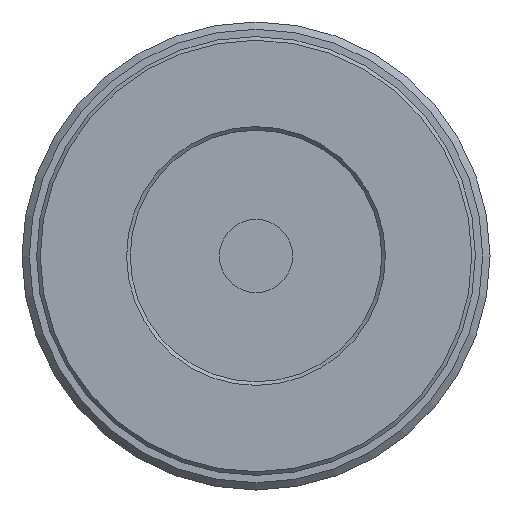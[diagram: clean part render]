
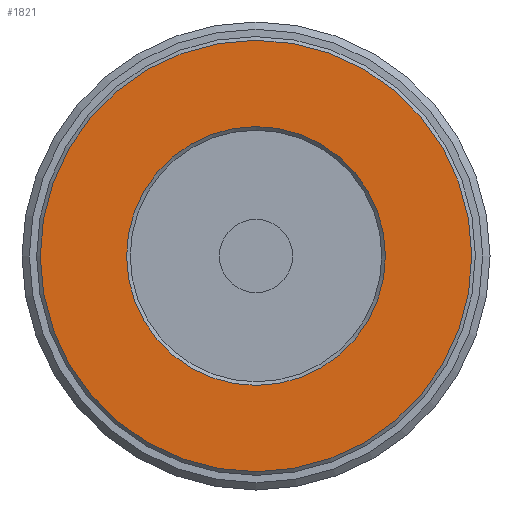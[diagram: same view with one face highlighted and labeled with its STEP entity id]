
A CAD part, front view. The second image highlights one B-rep face of the part: STEP entity #1821.
In plain terms, the highlighted planar face has unit normal (0, -1, 0).
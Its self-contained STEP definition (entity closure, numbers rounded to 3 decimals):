
#75=FACE_BOUND('',#357,.T.);
#101=PLANE('',#2077);
#230=FACE_OUTER_BOUND('',#356,.T.);
#356=EDGE_LOOP('',(#1469));
#357=EDGE_LOOP('',(#1470));
#798=CIRCLE('',#2040,14.75);
#803=CIRCLE('',#2047,8.85);
#894=VERTEX_POINT('',#2910);
#899=VERTEX_POINT('',#2924);
#1085=EDGE_CURVE('',#894,#894,#798,.T.);
#1092=EDGE_CURVE('',#899,#899,#803,.T.);
#1469=ORIENTED_EDGE('',*,*,#1085,.T.);
#1470=ORIENTED_EDGE('',*,*,#1092,.T.);
#1821=ADVANCED_FACE('',(#230,#75),#101,.F.);
#2040=AXIS2_PLACEMENT_3D('',#2912,#2360,#2361);
#2047=AXIS2_PLACEMENT_3D('',#2926,#2376,#2377);
#2077=AXIS2_PLACEMENT_3D('',#2982,#2446,#2447);
#2360=DIRECTION('center_axis',(0.,-1.,0.));
#2361=DIRECTION('ref_axis',(-1.,0.,0.));
#2376=DIRECTION('center_axis',(0.,1.,0.));
#2377=DIRECTION('ref_axis',(-1.,0.,0.));
#2446=DIRECTION('center_axis',(0.,1.,0.));
#2447=DIRECTION('ref_axis',(-1.,0.,0.));
#2910=CARTESIAN_POINT('',(14.75,0.,0.));
#2912=CARTESIAN_POINT('Origin',(0.,0.,
0.));
#2924=CARTESIAN_POINT('',(-8.85,0.,0.));
#2926=CARTESIAN_POINT('Origin',(0.,0.,
0.));
#2982=CARTESIAN_POINT('Origin',(8.6,0.,
0.));
